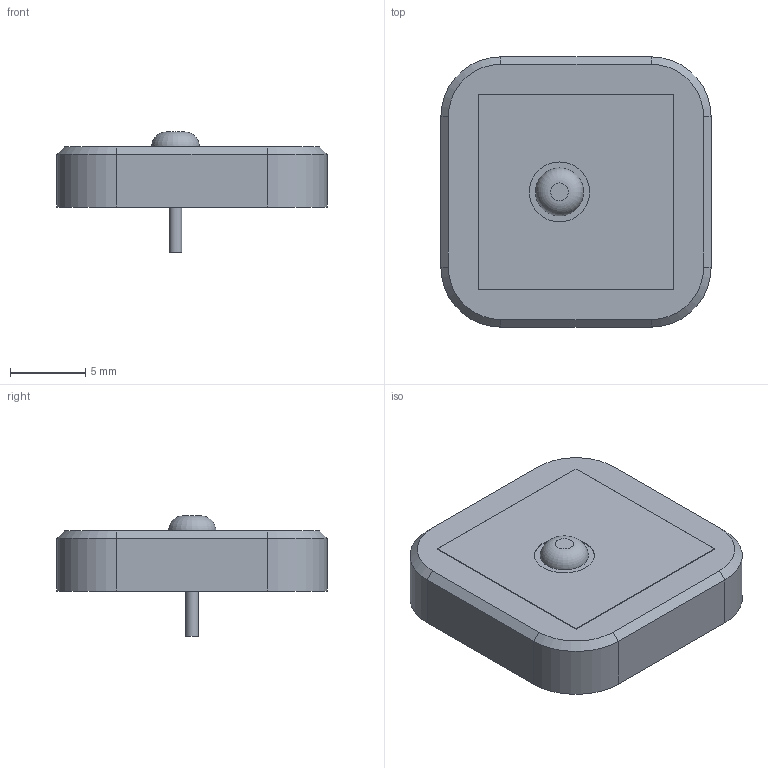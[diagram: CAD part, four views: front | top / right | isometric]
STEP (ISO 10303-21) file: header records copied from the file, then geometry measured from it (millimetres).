
FILE_DESCRIPTION(/* description */ ('Unknown'),/* implementation_level */ '2;1');
FILE_NAME(/* name */ 'YDRA-A18-1575',/* time_stamp */ '2019-03-09T16:52:43+03:00',/* author */ ('Unknown'),/* organization */ ('Unknown'),/* preprocessor_version */ 'ST-DEVELOPER v16.7',/* originating_system */ 'DEX',/* authorisation */ $);
FILE_SCHEMA (('AUTOMOTIVE_DESIGN {1 0 10303 214 3 1 1}'));
Length unit declared in the file: millimetre
Products named in the file (1): YDRA-A25-1575
Bounding box: 18 x 18 x 8 mm (x, y, z)
Volume: 1248.8 mm3; surface area: 878.2 mm2
Topology: 1 solids, 1 shells, 29 faces, 62 edges, 39 vertices
Faces by surface type: plane 18, cylinder 6, cone 4, torus 1
Full cylindrical faces by diameter (mm): 0.85 x1, 4 x1
Entity records: 982 total; most frequent: DIRECTION 136, CARTESIAN_POINT 126, ORIENTED_EDGE 116, EDGE_CURVE 58, AXIS2_PLACEMENT_3D 48, LINE 40, VECTOR 40, VERTEX_POINT 38
